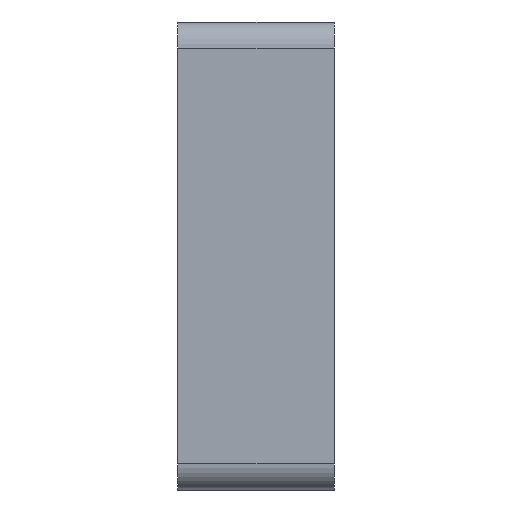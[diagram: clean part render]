
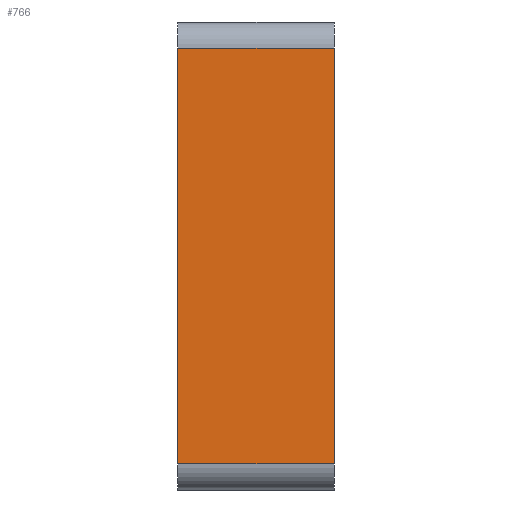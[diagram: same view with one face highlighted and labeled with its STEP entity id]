
A CAD part, left-side view. The second image highlights one B-rep face of the part: STEP entity #766.
In plain terms, the highlighted planar face has unit normal (-1, 0, 0).
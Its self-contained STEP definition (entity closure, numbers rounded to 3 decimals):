
#593=CARTESIAN_POINT('',(-266.0,-3.0,79.75));
#594=VERTEX_POINT('',#593);
#602=CARTESIAN_POINT('',(-266.0,-3.0,-79.75));
#603=VERTEX_POINT('',#602);
#604=CARTESIAN_POINT('',(-266.0,-3.0,79.75));
#605=DIRECTION('',(0.0,0.0,-1.0));
#606=VECTOR('',#605,159.5);
#607=LINE('',#604,#606);
#608=EDGE_CURVE('',#594,#603,#607,.T.);
#716=CARTESIAN_POINT('',(-266.0,57.0,-79.75));
#717=VERTEX_POINT('',#716);
#734=CARTESIAN_POINT('',(-266.0,-3.0,-79.75));
#735=DIRECTION('',(0.0,1.0,0.0));
#736=VECTOR('',#735,60.0);
#737=LINE('',#734,#736);
#738=EDGE_CURVE('',#603,#717,#737,.T.);
#743=CARTESIAN_POINT('',(-266.0,0.0,-89.75));
#744=DIRECTION('',(-1.0,0.0,0.0));
#745=DIRECTION('',(0.0,0.0,1.0));
#746=AXIS2_PLACEMENT_3D('',#743,#744,#745);
#747=PLANE('',#746);
#748=ORIENTED_EDGE('',*,*,#738,.F.);
#749=ORIENTED_EDGE('',*,*,#608,.F.);
#750=CARTESIAN_POINT('',(-266.0,57.0,79.75));
#751=VERTEX_POINT('',#750);
#752=CARTESIAN_POINT('',(-266.0,57.0,79.75));
#753=DIRECTION('',(0.0,-1.0,0.0));
#754=VECTOR('',#753,60.0);
#755=LINE('',#752,#754);
#756=EDGE_CURVE('',#751,#594,#755,.T.);
#757=ORIENTED_EDGE('',*,*,#756,.F.);
#758=CARTESIAN_POINT('',(-266.0,57.0,-79.75));
#759=DIRECTION('',(0.0,0.0,1.0));
#760=VECTOR('',#759,159.5);
#761=LINE('',#758,#760);
#762=EDGE_CURVE('',#717,#751,#761,.T.);
#763=ORIENTED_EDGE('',*,*,#762,.F.);
#764=EDGE_LOOP('',(#748,#749,#757,#763));
#765=FACE_OUTER_BOUND('',#764,.T.);
#766=ADVANCED_FACE('',(#765),#747,.T.);
